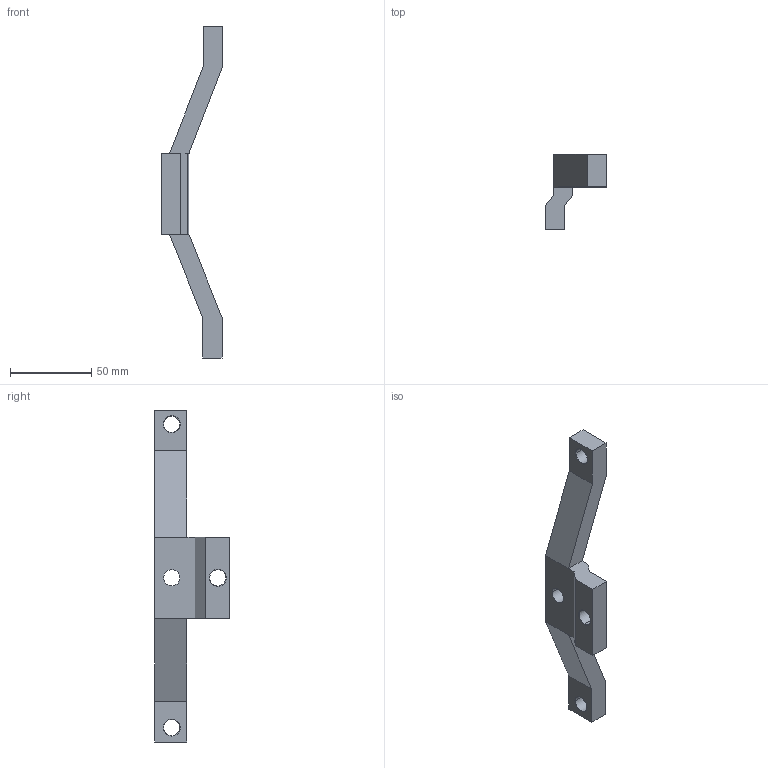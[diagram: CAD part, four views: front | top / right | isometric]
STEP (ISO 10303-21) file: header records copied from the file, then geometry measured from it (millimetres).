
FILE_DESCRIPTION (( 'STEP AP214' ), '1' );
FILE_NAME ('Main Joint.STEP', '2021-06-04T10:53:42', ( '' ), ( '' ), 'SwSTEP 2.0', 'SolidWorks 2020', '' );
FILE_SCHEMA (( 'AUTOMOTIVE_DESIGN' ));
Length unit declared in the file: millimetre
Products named in the file (1): Main Joint
Bounding box: 37.8 x 46.19 x 204.64 mm (x, y, z)
Volume: 60924.3 mm3; surface area: 18153.8 mm2
Topology: 1 solids, 1 shells, 44 faces, 121 edges, 79 vertices
Faces by surface type: plane 22, torus 12, cylinder 10
Entity records: 1469 total; most frequent: DIRECTION 265, CARTESIAN_POINT 245, ORIENTED_EDGE 242, EDGE_CURVE 121, AXIS2_PLACEMENT_3D 99, VERTEX_POINT 79, VECTOR 67, LINE 67
